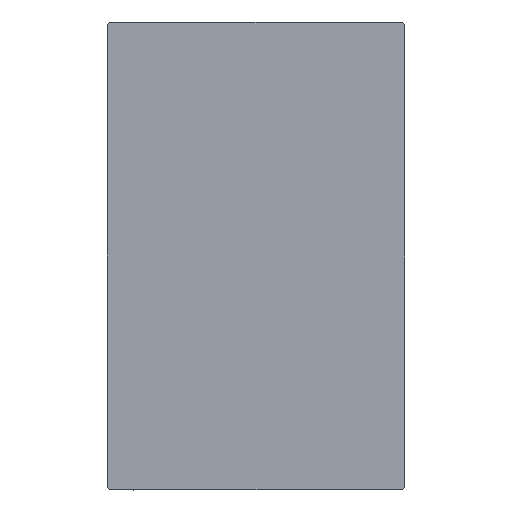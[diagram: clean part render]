
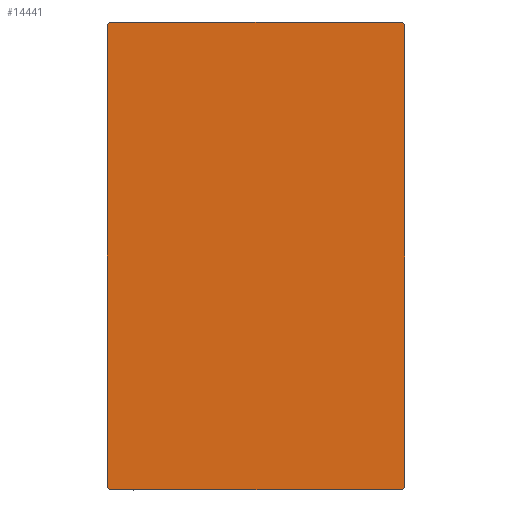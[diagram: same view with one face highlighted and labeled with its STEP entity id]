
A CAD part, left-side view. The second image highlights one B-rep face of the part: STEP entity #14441.
In plain terms, the highlighted face is planar.
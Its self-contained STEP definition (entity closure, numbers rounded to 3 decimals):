
#1059 = CARTESIAN_POINT ( 'NONE',  ( 76., -22.35, 22.35 ) ) ;
#1831 = EDGE_LOOP ( 'NONE', ( #2425, #39885, #30365, #10832, #38110, #5773, #7815, #27980 ) ) ;
#1921 = CARTESIAN_POINT ( 'NONE',  ( 76., -22.35, -22.35 ) ) ;
#2425 = ORIENTED_EDGE ( 'NONE', *, *, #38442, .T. ) ;
#3450 = EDGE_CURVE ( 'NONE', #33450, #25126, #24617, .T. ) ;
#4361 = EDGE_CURVE ( 'NONE', #11088, #19876, #18623, .T. ) ;
#5051 = EDGE_CURVE ( 'NONE', #34906, #11910, #6306, .T. ) ;
#5764 = CARTESIAN_POINT ( 'NONE',  ( 76., 0., 0. ) ) ;
#5773 = ORIENTED_EDGE ( 'NONE', *, *, #4361, .T. ) ;
#6065 = CARTESIAN_POINT ( 'NONE',  ( 76., -17.5, 27.5 ) ) ;
#6306 = LINE ( 'NONE', #30084, #25697 ) ;
#7276 = AXIS2_PLACEMENT_3D ( 'NONE', #5764, #39130, #43107 ) ;
#7397 = CARTESIAN_POINT ( 'NONE',  ( 76., 17.5, 27.5 ) ) ;
#7673 = LINE ( 'NONE', #41018, #9115 ) ;
#7815 = ORIENTED_EDGE ( 'NONE', *, *, #43888, .T. ) ;
#8379 = CARTESIAN_POINT ( 'NONE',  ( 76., -17.2, -27.5 ) ) ;
#9115 = VECTOR ( 'NONE', #31220, 1000. ) ;
#10787 = EDGE_CURVE ( 'NONE', #11236, #10791, #29037, .T. ) ;
#10791 = VERTEX_POINT ( 'NONE', #8379 ) ;
#10832 = ORIENTED_EDGE ( 'NONE', *, *, #5051, .T. ) ;
#11088 = VERTEX_POINT ( 'NONE', #32701 ) ;
#11196 = CARTESIAN_POINT ( 'NONE',  ( 76., 17.5, -27.2 ) ) ;
#11236 = VERTEX_POINT ( 'NONE', #14879 ) ;
#11910 = VERTEX_POINT ( 'NONE', #35232 ) ;
#13228 = VECTOR ( 'NONE', #36876, 1000. ) ;
#14441 = ADVANCED_FACE ( 'NONE', ( #16215 ), #29552, .T. ) ;
#14879 = CARTESIAN_POINT ( 'NONE',  ( 76., -17.5, -27.2 ) ) ;
#15691 = DIRECTION ( 'NONE',  ( 0., 0.707, -0.707 ) ) ;
#15863 = CARTESIAN_POINT ( 'NONE',  ( 76., 17.2, -27.5 ) ) ;
#16215 = FACE_OUTER_BOUND ( 'NONE', #1831, .T. ) ;
#17512 = DIRECTION ( 'NONE',  ( 0., 0.707, 0.707 ) ) ;
#18394 = CARTESIAN_POINT ( 'NONE',  ( 76., 22.35, -22.35 ) ) ;
#18623 = LINE ( 'NONE', #1059, #20996 ) ;
#19876 = VERTEX_POINT ( 'NONE', #23915 ) ;
#20318 = EDGE_CURVE ( 'NONE', #11910, #11088, #37858, .T. ) ;
#20972 = DIRECTION ( 'NONE',  ( 0., -1., 0. ) ) ;
#20996 = VECTOR ( 'NONE', #41516, 1000. ) ;
#21568 = VECTOR ( 'NONE', #17512, 1000. ) ;
#23915 = CARTESIAN_POINT ( 'NONE',  ( 76., -17.5, 27.2 ) ) ;
#24617 = LINE ( 'NONE', #18394, #21568 ) ;
#25077 = VECTOR ( 'NONE', #20972, 1000. ) ;
#25126 = VERTEX_POINT ( 'NONE', #11196 ) ;
#25656 = VECTOR ( 'NONE', #15691, 1000. ) ;
#25697 = VECTOR ( 'NONE', #36563, 1000. ) ;
#26436 = CARTESIAN_POINT ( 'NONE',  ( 76., 17.5, -27.5 ) ) ;
#27980 = ORIENTED_EDGE ( 'NONE', *, *, #10787, .T. ) ;
#29037 = LINE ( 'NONE', #1921, #25656 ) ;
#29552 = PLANE ( 'NONE',  #7276 ) ;
#29802 = VECTOR ( 'NONE', #33410, 1000. ) ;
#30084 = CARTESIAN_POINT ( 'NONE',  ( 76., 22.35, 22.35 ) ) ;
#30365 = ORIENTED_EDGE ( 'NONE', *, *, #33924, .T. ) ;
#30720 = LINE ( 'NONE', #6065, #29802 ) ;
#31220 = DIRECTION ( 'NONE',  ( 0., 1., 0. ) ) ;
#32701 = CARTESIAN_POINT ( 'NONE',  ( 76., -17.2, 27.5 ) ) ;
#33320 = CARTESIAN_POINT ( 'NONE',  ( 76., 17.5, 27.2 ) ) ;
#33410 = DIRECTION ( 'NONE',  ( 0., 0., -1. ) ) ;
#33450 = VERTEX_POINT ( 'NONE', #15863 ) ;
#33924 = EDGE_CURVE ( 'NONE', #25126, #34906, #43306, .T. ) ;
#34906 = VERTEX_POINT ( 'NONE', #33320 ) ;
#35232 = CARTESIAN_POINT ( 'NONE',  ( 76., 17.2, 27.5 ) ) ;
#36563 = DIRECTION ( 'NONE',  ( 0., -0.707, 0.707 ) ) ;
#36876 = DIRECTION ( 'NONE',  ( 0., 0., 1. ) ) ;
#37858 = LINE ( 'NONE', #7397, #25077 ) ;
#38110 = ORIENTED_EDGE ( 'NONE', *, *, #20318, .T. ) ;
#38442 = EDGE_CURVE ( 'NONE', #10791, #33450, #7673, .T. ) ;
#39130 = DIRECTION ( 'NONE',  ( 1., 0., 0. ) ) ;
#39885 = ORIENTED_EDGE ( 'NONE', *, *, #3450, .T. ) ;
#41018 = CARTESIAN_POINT ( 'NONE',  ( 76., -17.5, -27.5 ) ) ;
#41516 = DIRECTION ( 'NONE',  ( 0., -0.707, -0.707 ) ) ;
#43107 = DIRECTION ( 'NONE',  ( 0., 0., -1. ) ) ;
#43306 = LINE ( 'NONE', #26436, #13228 ) ;
#43888 = EDGE_CURVE ( 'NONE', #19876, #11236, #30720, .T. ) ;
